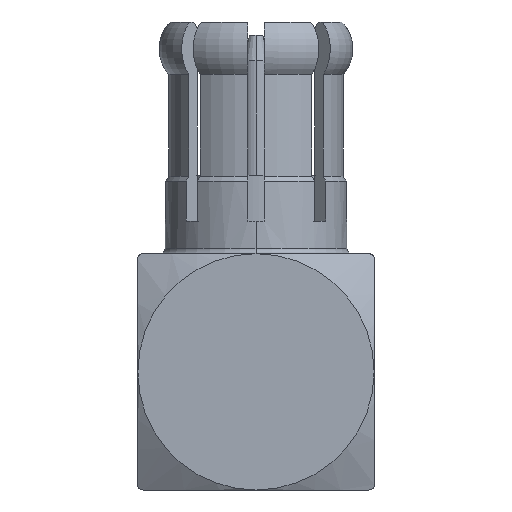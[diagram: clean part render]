
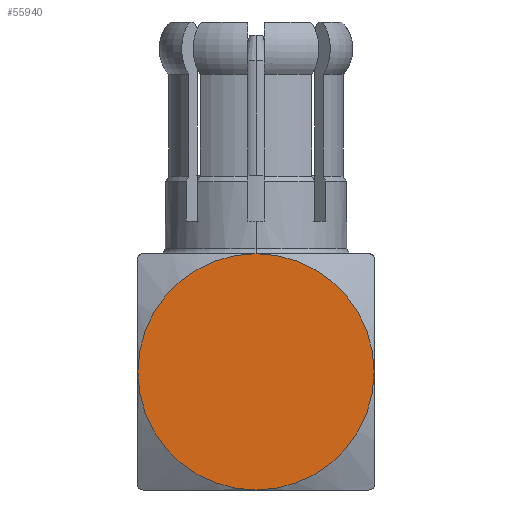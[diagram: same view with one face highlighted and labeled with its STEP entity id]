
A CAD part, left-side view. The second image highlights one B-rep face of the part: STEP entity #55940.
In plain terms, the highlighted planar face has unit normal (-1, 0, 0).
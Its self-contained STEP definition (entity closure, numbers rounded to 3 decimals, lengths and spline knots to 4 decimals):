
#20661=CARTESIAN_POINT('',(-5.,0.,-2.1538));
#20662=DIRECTION('',(1.,0.,0.));
#20663=DIRECTION('',(0.,0.,-1.));
#20664=AXIS2_PLACEMENT_3D('',#20661,#20662,#20663);
#20666=CARTESIAN_POINT('',(-5.,0.,-2.1538));
#20667=DIRECTION('',(1.,0.,0.));
#20668=DIRECTION('',(0.,0.,1.));
#20669=AXIS2_PLACEMENT_3D('',#20666,#20667,#20668);
#21007=CARTESIAN_POINT('',(-5.,0.,-4.35));
#21008=CARTESIAN_POINT('',(-5.,0.,0.0423));
#21009=VERTEX_POINT('',#21007);
#21010=VERTEX_POINT('',#21008);
#55931=CARTESIAN_POINT('',(-5.,-2.2,-4.35));
#55932=DIRECTION('',(-1.,0.,0.));
#55933=DIRECTION('',(0.,0.,1.));
#55934=AXIS2_PLACEMENT_3D('',#55931,#55932,#55933);
#55935=PLANE('',#55934);
#55936=ORIENTED_EDGE('',*,*,#55833,.T.);
#55937=ORIENTED_EDGE('',*,*,#24779,.T.);
#55938=EDGE_LOOP('',(#55936,#55937));
#55939=FACE_OUTER_BOUND('',#55938,.F.);
#20665=CIRCLE('',#20664,2.1962);
#20670=CIRCLE('',#20669,2.1962);
#24779=EDGE_CURVE('',#21010,#21009,#20670,.T.);
#55833=EDGE_CURVE('',#21009,#21010,#20665,.T.);
#55940=ADVANCED_FACE('',(#55939),#55935,.T.);
